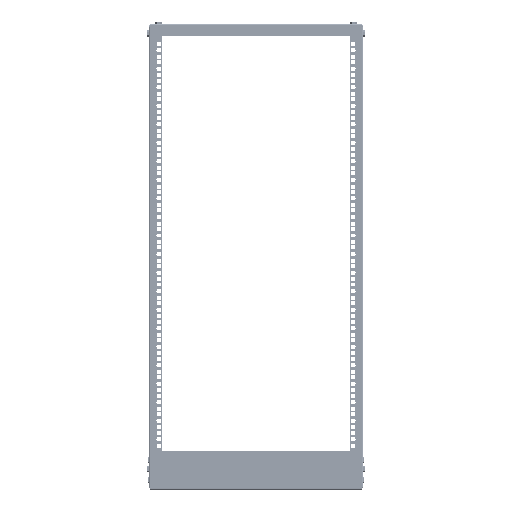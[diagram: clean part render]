
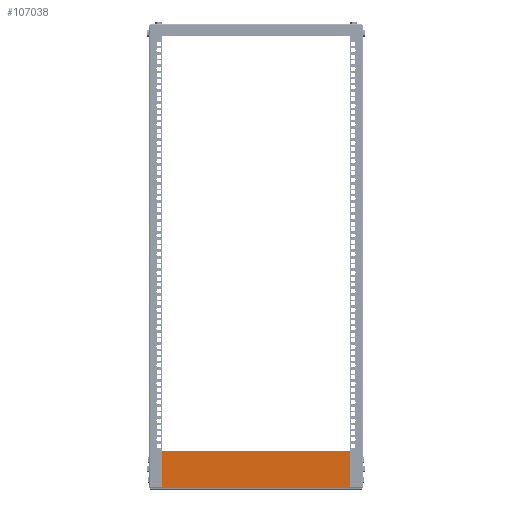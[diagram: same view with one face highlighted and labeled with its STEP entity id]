
A CAD part, left-side view. The second image highlights one B-rep face of the part: STEP entity #107038.
In plain terms, the highlighted planar face has unit normal (-1, 0, 0).
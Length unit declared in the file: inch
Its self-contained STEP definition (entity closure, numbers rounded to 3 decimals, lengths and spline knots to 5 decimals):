
#1356 = AXIS2_PLACEMENT_3D ( 'NONE', #84663, #19350, #101877 ) ;
#1419 = CARTESIAN_POINT ( 'NONE',  ( 0., 3.52362, 10.03937 ) ) ;
#1451 = CARTESIAN_POINT ( 'NONE',  ( 0., 3.52362, 9.92126 ) ) ;
#1752 = ORIENTED_EDGE ( 'NONE', *, *, #12497, .T. ) ;
#3425 = ORIENTED_EDGE ( 'NONE', *, *, #86110, .T. ) ;
#3729 = ORIENTED_EDGE ( 'NONE', *, *, #106969, .T. ) ;
#4076 = AXIS2_PLACEMENT_3D ( 'NONE', #81063, #62596, #61983 ) ;
#4121 = EDGE_CURVE ( 'NONE', #32646, #39812, #53607, .T. ) ;
#4143 = VECTOR ( 'NONE', #62300, 39.37008 ) ;
#5938 = DIRECTION ( 'NONE',  ( 0., 0., -1. ) ) ;
#7328 = CARTESIAN_POINT ( 'NONE',  ( 0., 3.04134, 9.30118 ) ) ;
#7633 = VERTEX_POINT ( 'NONE', #1419 ) ;
#8359 = ORIENTED_EDGE ( 'NONE', *, *, #104430, .T. ) ;
#9619 = VERTEX_POINT ( 'NONE', #7328 ) ;
#11141 = LINE ( 'NONE', #67809, #19728 ) ;
#11198 = AXIS2_PLACEMENT_3D ( 'NONE', #74408, #62788, #63975 ) ;
#12496 = VERTEX_POINT ( 'NONE', #66115 ) ;
#12497 = EDGE_CURVE ( 'NONE', #7633, #121216, #55196, .T. ) ;
#13942 = VERTEX_POINT ( 'NONE', #106715 ) ;
#14274 = DIRECTION ( 'NONE',  ( 1., 0., 0. ) ) ;
#15157 = CARTESIAN_POINT ( 'NONE',  ( 0., 0.75787, -9.4685 ) ) ;
#16812 = CARTESIAN_POINT ( 'NONE',  ( 0., 0.75787, 9.4685 ) ) ;
#17409 = VECTOR ( 'NONE', #74111, 39.37008 ) ;
#17616 = ORIENTED_EDGE ( 'NONE', *, *, #44769, .T. ) ;
#18016 = DIRECTION ( 'NONE',  ( 1., 0., 0. ) ) ;
#19350 = DIRECTION ( 'NONE',  ( 1., 0., 0. ) ) ;
#19728 = VECTOR ( 'NONE', #48718, 39.37008 ) ;
#19880 = CARTESIAN_POINT ( 'NONE',  ( 0., 0.75787, -9.4685 ) ) ;
#19980 = EDGE_CURVE ( 'NONE', #121216, #13942, #11141, .T. ) ;
#21426 = VERTEX_POINT ( 'NONE', #45559 ) ;
#22329 = ORIENTED_EDGE ( 'NONE', *, *, #35329, .T. ) ;
#24694 = CARTESIAN_POINT ( 'NONE',  ( 0., 0.15748, -10.03937 ) ) ;
#24703 = CARTESIAN_POINT ( 'NONE',  ( 0., 3.04134, -9.4685 ) ) ;
#24987 = FACE_BOUND ( 'NONE', #102452, .T. ) ;
#26511 = CARTESIAN_POINT ( 'NONE',  ( 0., 3.64173, 9.92126 ) ) ;
#29601 = VECTOR ( 'NONE', #109016, 39.37008 ) ;
#29760 = DIRECTION ( 'NONE',  ( 0., 0., -1. ) ) ;
#29792 = DIRECTION ( 'NONE',  ( -1., 0., 0. ) ) ;
#30894 = CIRCLE ( 'NONE', #11198, 0.11811 ) ;
#32178 = DIRECTION ( 'NONE',  ( 0., 0., -1. ) ) ;
#32430 = DIRECTION ( 'NONE',  ( 0., 0., -1. ) ) ;
#32646 = VERTEX_POINT ( 'NONE', #87712 ) ;
#35329 = EDGE_CURVE ( 'NONE', #39812, #32646, #85596, .T. ) ;
#37322 = EDGE_LOOP ( 'NONE', ( #17616, #45822 ) ) ;
#39573 = CARTESIAN_POINT ( 'NONE',  ( 0., 0.75787, 9.30118 ) ) ;
#39812 = VERTEX_POINT ( 'NONE', #63144 ) ;
#39930 = CIRCLE ( 'NONE', #59574, 0.16732 ) ;
#40425 = AXIS2_PLACEMENT_3D ( 'NONE', #15157, #90278, #5938 ) ;
#42275 = DIRECTION ( 'NONE',  ( 1., 0., 0. ) ) ;
#42458 = EDGE_CURVE ( 'NONE', #12496, #115174, #39930, .T. ) ;
#43435 = CIRCLE ( 'NONE', #94491, 0.16732 ) ;
#44769 = EDGE_CURVE ( 'NONE', #115597, #81586, #54437, .T. ) ;
#45559 = CARTESIAN_POINT ( 'NONE',  ( 0., 0.15748, 10.03937 ) ) ;
#45822 = ORIENTED_EDGE ( 'NONE', *, *, #96918, .T. ) ;
#46373 = LINE ( 'NONE', #72919, #17409 ) ;
#46628 = CARTESIAN_POINT ( 'NONE',  ( 0., 3.04134, -9.30118 ) ) ;
#48711 = CARTESIAN_POINT ( 'NONE',  ( 0., 0.15748, -10.03937 ) ) ;
#48718 = DIRECTION ( 'NONE',  ( 0., 0., -1. ) ) ;
#49666 = CIRCLE ( 'NONE', #87028, 0.16732 ) ;
#52124 = FACE_BOUND ( 'NONE', #94362, .T. ) ;
#52305 = VERTEX_POINT ( 'NONE', #48711 ) ;
#53607 = CIRCLE ( 'NONE', #59509, 0.16732 ) ;
#54437 = CIRCLE ( 'NONE', #1356, 0.16732 ) ;
#55196 = CIRCLE ( 'NONE', #104390, 0.11811 ) ;
#59509 = AXIS2_PLACEMENT_3D ( 'NONE', #19880, #66710, #29760 ) ;
#59574 = AXIS2_PLACEMENT_3D ( 'NONE', #24703, #61707, #62311 ) ;
#61122 = LINE ( 'NONE', #24694, #4143 ) ;
#61707 = DIRECTION ( 'NONE',  ( 1., 0., 0. ) ) ;
#61983 = DIRECTION ( 'NONE',  ( 0., 0., 1. ) ) ;
#62300 = DIRECTION ( 'NONE',  ( 0., 0., 1. ) ) ;
#62311 = DIRECTION ( 'NONE',  ( 0., 0., -1. ) ) ;
#62596 = DIRECTION ( 'NONE',  ( -1., 0., 0. ) ) ;
#62788 = DIRECTION ( 'NONE',  ( -1., 0., 0. ) ) ;
#63144 = CARTESIAN_POINT ( 'NONE',  ( 0., 0.75787, -9.63583 ) ) ;
#63975 = DIRECTION ( 'NONE',  ( 0., 0., 1. ) ) ;
#64600 = ORIENTED_EDGE ( 'NONE', *, *, #121758, .T. ) ;
#66115 = CARTESIAN_POINT ( 'NONE',  ( 0., 3.04134, -9.63583 ) ) ;
#66710 = DIRECTION ( 'NONE',  ( 1., 0., 0. ) ) ;
#67144 = DIRECTION ( 'NONE',  ( 1., 0., 0. ) ) ;
#67809 = CARTESIAN_POINT ( 'NONE',  ( 0., 3.64173, -10.03937 ) ) ;
#71231 = CARTESIAN_POINT ( 'NONE',  ( 0., 3.04134, 9.4685 ) ) ;
#71522 = LINE ( 'NONE', #72734, #29601 ) ;
#71990 = EDGE_LOOP ( 'NONE', ( #121519, #113484 ) ) ;
#72734 = CARTESIAN_POINT ( 'NONE',  ( 0., 3.64173, 10.03937 ) ) ;
#72919 = CARTESIAN_POINT ( 'NONE',  ( 0., 3.64173, -10.03937 ) ) ;
#73165 = CARTESIAN_POINT ( 'NONE',  ( 0., 0.75787, 9.63583 ) ) ;
#74111 = DIRECTION ( 'NONE',  ( 0., -1., 0. ) ) ;
#74408 = CARTESIAN_POINT ( 'NONE',  ( 0., 3.52362, -9.92126 ) ) ;
#76246 = EDGE_LOOP ( 'NONE', ( #114748, #115759, #64600, #3425, #121171, #1752 ) ) ;
#77364 = AXIS2_PLACEMENT_3D ( 'NONE', #117113, #14274, #32178 ) ;
#81063 = CARTESIAN_POINT ( 'NONE',  ( 0., 3.64173, -10.03937 ) ) ;
#81586 = VERTEX_POINT ( 'NONE', #73165 ) ;
#83376 = VERTEX_POINT ( 'NONE', #105686 ) ;
#84663 = CARTESIAN_POINT ( 'NONE',  ( 0., 0.75787, 9.4685 ) ) ;
#85564 = EDGE_CURVE ( 'NONE', #21426, #7633, #71522, .T. ) ;
#85596 = CIRCLE ( 'NONE', #40425, 0.16732 ) ;
#86110 = EDGE_CURVE ( 'NONE', #52305, #21426, #61122, .T. ) ;
#87028 = AXIS2_PLACEMENT_3D ( 'NONE', #16812, #18016, #120257 ) ;
#87712 = CARTESIAN_POINT ( 'NONE',  ( 0., 0.75787, -9.30118 ) ) ;
#90278 = DIRECTION ( 'NONE',  ( 1., 0., 0. ) ) ;
#90280 = FACE_BOUND ( 'NONE', #71990, .T. ) ;
#91476 = PLANE ( 'NONE',  #4076 ) ;
#94070 = AXIS2_PLACEMENT_3D ( 'NONE', #71231, #42275, #32430 ) ;
#94362 = EDGE_LOOP ( 'NONE', ( #22329, #107761 ) ) ;
#94491 = AXIS2_PLACEMENT_3D ( 'NONE', #113898, #67144, #95415 ) ;
#95415 = DIRECTION ( 'NONE',  ( 0., 0., -1. ) ) ;
#96918 = EDGE_CURVE ( 'NONE', #81586, #115597, #49666, .T. ) ;
#97873 = EDGE_CURVE ( 'NONE', #115174, #12496, #110702, .T. ) ;
#99480 = FACE_BOUND ( 'NONE', #37322, .T. ) ;
#101877 = DIRECTION ( 'NONE',  ( 0., 0., -1. ) ) ;
#102452 = EDGE_LOOP ( 'NONE', ( #3729, #8359 ) ) ;
#103628 = DIRECTION ( 'NONE',  ( 0., 0., 1. ) ) ;
#104390 = AXIS2_PLACEMENT_3D ( 'NONE', #1451, #29792, #103628 ) ;
#104430 = EDGE_CURVE ( 'NONE', #83376, #9619, #115718, .T. ) ;
#105686 = CARTESIAN_POINT ( 'NONE',  ( 0., 3.04134, 9.63583 ) ) ;
#105873 = CARTESIAN_POINT ( 'NONE',  ( 0., 3.52362, -10.03937 ) ) ;
#106715 = CARTESIAN_POINT ( 'NONE',  ( 0., 3.64173, -9.92126 ) ) ;
#106969 = EDGE_CURVE ( 'NONE', #9619, #83376, #43435, .T. ) ;
#107038 = ADVANCED_FACE ( 'NONE', ( #52124, #24987, #99480, #90280, #110543 ), #91476, .T. ) ;
#107761 = ORIENTED_EDGE ( 'NONE', *, *, #4121, .T. ) ;
#109016 = DIRECTION ( 'NONE',  ( 0., 1., 0. ) ) ;
#109933 = EDGE_CURVE ( 'NONE', #13942, #117080, #30894, .T. ) ;
#110543 = FACE_OUTER_BOUND ( 'NONE', #76246, .T. ) ;
#110702 = CIRCLE ( 'NONE', #77364, 0.16732 ) ;
#113484 = ORIENTED_EDGE ( 'NONE', *, *, #97873, .T. ) ;
#113898 = CARTESIAN_POINT ( 'NONE',  ( 0., 3.04134, 9.4685 ) ) ;
#114748 = ORIENTED_EDGE ( 'NONE', *, *, #19980, .T. ) ;
#115174 = VERTEX_POINT ( 'NONE', #46628 ) ;
#115597 = VERTEX_POINT ( 'NONE', #39573 ) ;
#115718 = CIRCLE ( 'NONE', #94070, 0.16732 ) ;
#115759 = ORIENTED_EDGE ( 'NONE', *, *, #109933, .T. ) ;
#117080 = VERTEX_POINT ( 'NONE', #105873 ) ;
#117113 = CARTESIAN_POINT ( 'NONE',  ( 0., 3.04134, -9.4685 ) ) ;
#120257 = DIRECTION ( 'NONE',  ( 0., 0., -1. ) ) ;
#121171 = ORIENTED_EDGE ( 'NONE', *, *, #85564, .T. ) ;
#121216 = VERTEX_POINT ( 'NONE', #26511 ) ;
#121519 = ORIENTED_EDGE ( 'NONE', *, *, #42458, .T. ) ;
#121758 = EDGE_CURVE ( 'NONE', #117080, #52305, #46373, .T. ) ;
